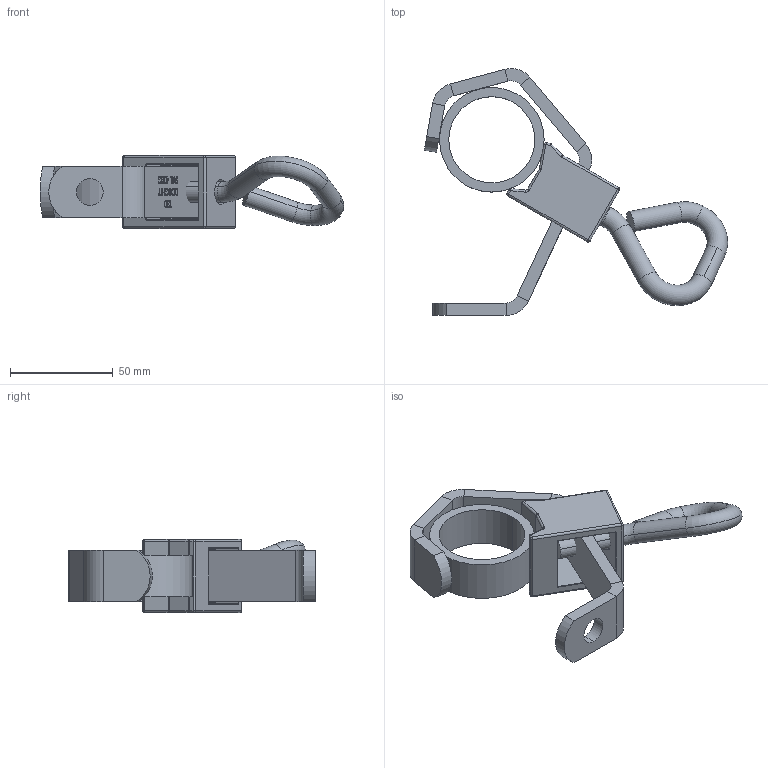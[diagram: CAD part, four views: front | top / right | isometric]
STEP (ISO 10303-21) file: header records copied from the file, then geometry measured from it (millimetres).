
FILE_DESCRIPTION (( 'STEP AP203' ), '1' );
FILE_NAME ('T21800.STEP', '2018-07-16T15:32:02', ( '' ), ( '' ), 'SwSTEP 2.0', 'SolidWorks 2016', '' );
FILE_SCHEMA (( 'CONFIG_CONTROL_DESIGN' ));
Length unit declared in the file: millimetre
Products named in the file (5): TH033_TH2801; TH2802_TH2803; T21202_T21203; T21800_TRUSS; T21800
Assembly tree (4 placements, depth 2):
  T21800
    TH033_TH2801
    TH2802_TH2803
    T21202_T21203
    T21800_TRUSS
Bounding box: 147.82 x 120.26 x 35.6 mm (x, y, z)
Volume: 82700 mm3; surface area: 37688.5 mm2
Topology: 4 solids, 4 shells, 376 faces, 941 edges, 586 vertices
Faces by surface type: plane 178, bspline 103, cylinder 69, torus 14, sphere 12
Entity records: 16706 total; most frequent: CARTESIAN_POINT 7927, ORIENTED_EDGE 1862, DIRECTION 1439, EDGE_CURVE 931, VERTEX_POINT 584, LINE 567, VECTOR 567, AXIS2_PLACEMENT_3D 436
